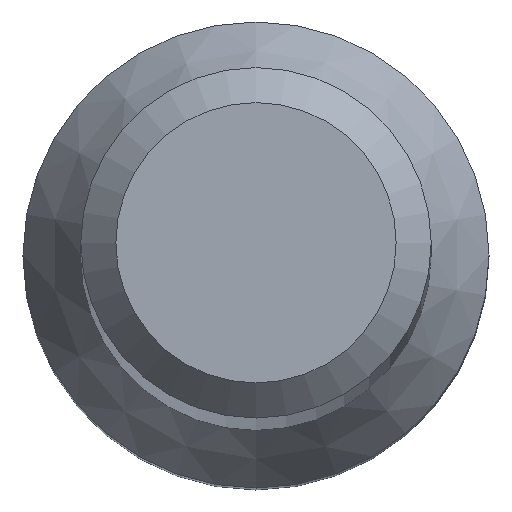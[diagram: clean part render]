
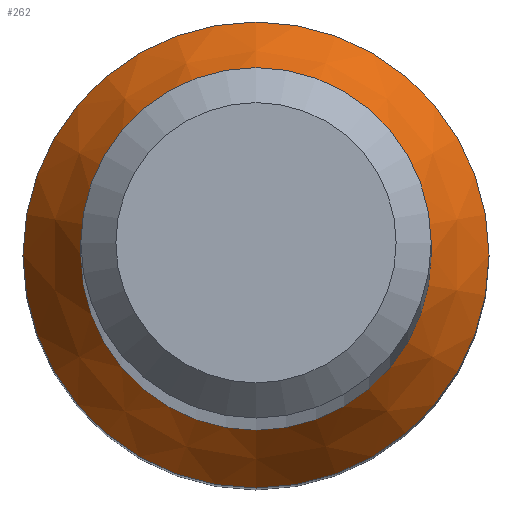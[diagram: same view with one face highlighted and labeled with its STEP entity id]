
A CAD part, top view. The second image highlights one B-rep face of the part: STEP entity #262.
In plain terms, the highlighted conical face has half-angle 30 degrees and reference radius 1.995 mm.
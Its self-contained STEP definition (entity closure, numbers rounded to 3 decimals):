
#28 = FACE_OUTER_BOUND ( 'NONE', #241, .T. ) ;
#29 = ORIENTED_EDGE ( 'NONE', *, *, #229, .T. ) ;
#31 = CARTESIAN_POINT ( 'NONE',  ( 0., 1.995, 10. ) ) ;
#52 = VERTEX_POINT ( 'NONE', #141 ) ;
#53 = AXIS2_PLACEMENT_3D ( 'NONE', #283, #87, #236 ) ;
#61 = EDGE_LOOP ( 'NONE', ( #29 ) ) ;
#87 = DIRECTION ( 'NONE',  ( 0., 0., -1. ) ) ;
#102 = CIRCLE ( 'NONE', #260, 1.995 ) ;
#111 = VERTEX_POINT ( 'NONE', #31 ) ;
#115 = DIRECTION ( 'NONE',  ( 0., 1., 0. ) ) ;
#116 = ORIENTED_EDGE ( 'NONE', *, *, #168, .F. ) ;
#132 = CARTESIAN_POINT ( 'NONE',  ( 0., 0., 10. ) ) ;
#140 = AXIS2_PLACEMENT_3D ( 'NONE', #132, #269, #115 ) ;
#141 = CARTESIAN_POINT ( 'NONE',  ( 0., 1.5, 10.857 ) ) ;
#156 = FACE_BOUND ( 'NONE', #61, .T. ) ;
#167 = DIRECTION ( 'NONE',  ( 0., 1., 0. ) ) ;
#168 = EDGE_CURVE ( 'NONE', #111, #111, #102, .T. ) ;
#187 = CIRCLE ( 'NONE', #53, 1.5 ) ;
#198 = DIRECTION ( 'NONE',  ( 0., 0., -1. ) ) ;
#229 = EDGE_CURVE ( 'NONE', #52, #52, #187, .T. ) ;
#236 = DIRECTION ( 'NONE',  ( 0., 1., 0. ) ) ;
#238 = CONICAL_SURFACE ( 'NONE', #140, 1.995, 0.524 ) ;
#241 = EDGE_LOOP ( 'NONE', ( #116 ) ) ;
#260 = AXIS2_PLACEMENT_3D ( 'NONE', #271, #198, #167 ) ;
#262 = ADVANCED_FACE ( 'NONE', ( #156, #28 ), #238, .T. ) ;
#269 = DIRECTION ( 'NONE',  ( 0., 0., -1. ) ) ;
#271 = CARTESIAN_POINT ( 'NONE',  ( 0., 0., 10. ) ) ;
#283 = CARTESIAN_POINT ( 'NONE',  ( 0., 0., 10.857 ) ) ;
